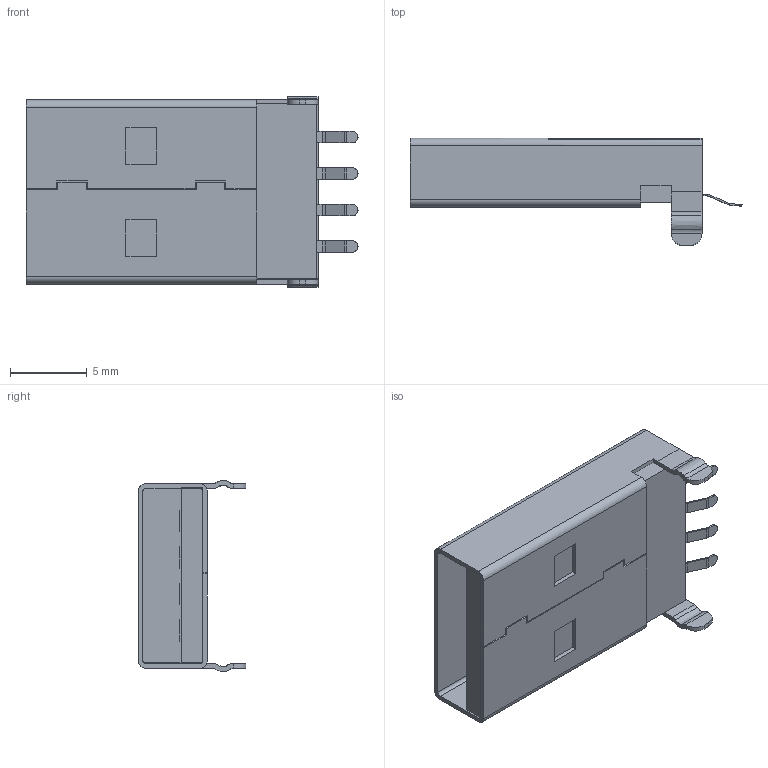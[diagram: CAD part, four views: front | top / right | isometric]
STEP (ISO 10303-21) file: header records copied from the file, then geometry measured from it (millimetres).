
FILE_DESCRIPTION(('FreeCAD Model'),'2;1');
FILE_NAME('USB_Male.step', '2020-08-30T17:23:28',('Author'),(''), 'Open CASCADE STEP processor 7.2','FreeCAD','Unknown');
FILE_SCHEMA(('AUTOMOTIVE_DESIGN { 1 0 10303 214 1 1 1 1 }'));
Length unit declared in the file: millimetre
Products named in the file (1): User_Library-USB_2.0_Type_A_Male_v2
Bounding box: 21.6 x 7 x 12.43 mm (x, y, z)
Volume: 740.6 mm3; surface area: 2417 mm2
Topology: 17 solids, 17 shells, 229 faces, 1755 edges, 5070 vertices
Faces by surface type: plane 177, cylinder 32, bspline 20
Entity records: 28599 total; most frequent: CARTESIAN_POINT 9583, DIRECTION 3266, LINE 2393, VECTOR 2393, GEOMETRIC_CURVE_SET 1171, ORIENTED_EDGE 1170, PCURVE 1170, DEFINITIONAL_REPRESENTATION 1170
